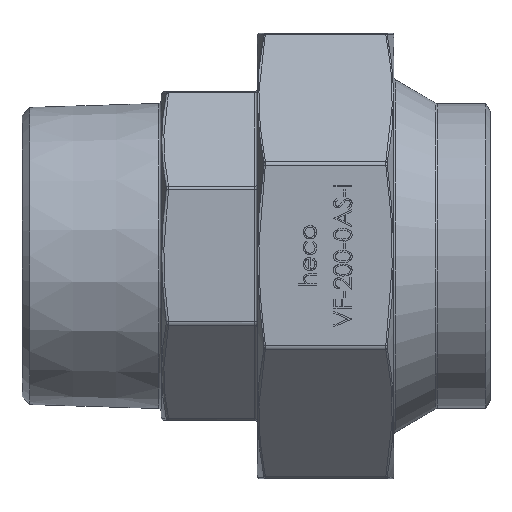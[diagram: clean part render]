
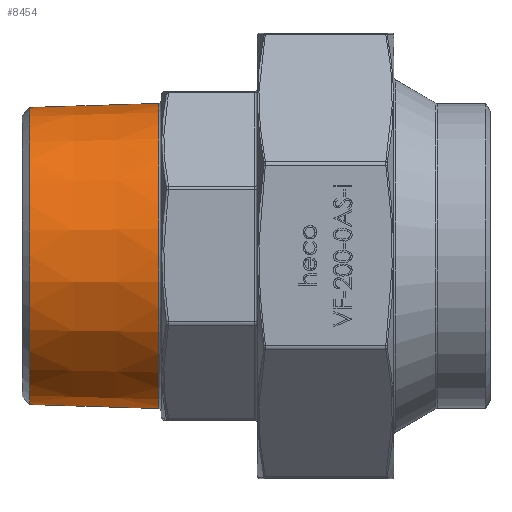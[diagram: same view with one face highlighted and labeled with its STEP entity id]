
A CAD part, top view. The second image highlights one B-rep face of the part: STEP entity #8454.
In plain terms, the highlighted conical face has half-angle 1.778 degrees and reference radius 29.807 mm.
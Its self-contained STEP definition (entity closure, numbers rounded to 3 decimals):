
#436 = FACE_BOUND ( 'NONE', #5389, .T. ) ;
#512 = VERTEX_POINT ( 'NONE', #9948 ) ;
#1084 = CONICAL_SURFACE ( 'NONE', #14409, 29.807, 0.031 ) ;
#1178 = AXIS2_PLACEMENT_3D ( 'NONE', #19679, #16619, #19990 ) ;
#2373 = EDGE_CURVE ( 'NONE', #512, #512, #15535, .T. ) ;
#2971 = EDGE_CURVE ( 'NONE', #13107, #13107, #11797, .T. ) ;
#5021 = ORIENTED_EDGE ( 'NONE', *, *, #2971, .T. ) ;
#5230 = DIRECTION ( 'NONE',  ( 1., 0., 0. ) ) ;
#5389 = EDGE_LOOP ( 'NONE', ( #5021 ) ) ;
#5442 = DIRECTION ( 'NONE',  ( -1., 0., 0. ) ) ;
#6306 = ORIENTED_EDGE ( 'NONE', *, *, #2373, .T. ) ;
#8000 = CARTESIAN_POINT ( 'NONE',  ( -46.1, 0., 0. ) ) ;
#8382 = DIRECTION ( 'NONE',  ( 0., 1., 0. ) ) ;
#8454 = ADVANCED_FACE ( 'NONE', ( #12541, #436 ), #1084, .T. ) ;
#9948 = CARTESIAN_POINT ( 'NONE',  ( -34.984, 30.152, 0. ) ) ;
#10037 = EDGE_LOOP ( 'NONE', ( #6306 ) ) ;
#10325 = AXIS2_PLACEMENT_3D ( 'NONE', #14666, #5442, #11311 ) ;
#11311 = DIRECTION ( 'NONE',  ( 0., 1., 0. ) ) ;
#11797 = CIRCLE ( 'NONE', #1178, 29.361 ) ;
#12541 = FACE_OUTER_BOUND ( 'NONE', #10037, .T. ) ;
#13107 = VERTEX_POINT ( 'NONE', #16251 ) ;
#14409 = AXIS2_PLACEMENT_3D ( 'NONE', #8000, #5230, #8382 ) ;
#14666 = CARTESIAN_POINT ( 'NONE',  ( -34.984, 0., 0. ) ) ;
#15535 = CIRCLE ( 'NONE', #10325, 30.152 ) ;
#16251 = CARTESIAN_POINT ( 'NONE',  ( -60.473, 29.361, 0. ) ) ;
#16619 = DIRECTION ( 'NONE',  ( 1., 0., 0. ) ) ;
#19679 = CARTESIAN_POINT ( 'NONE',  ( -60.473, 0., 0. ) ) ;
#19990 = DIRECTION ( 'NONE',  ( 0., 1., 0. ) ) ;
